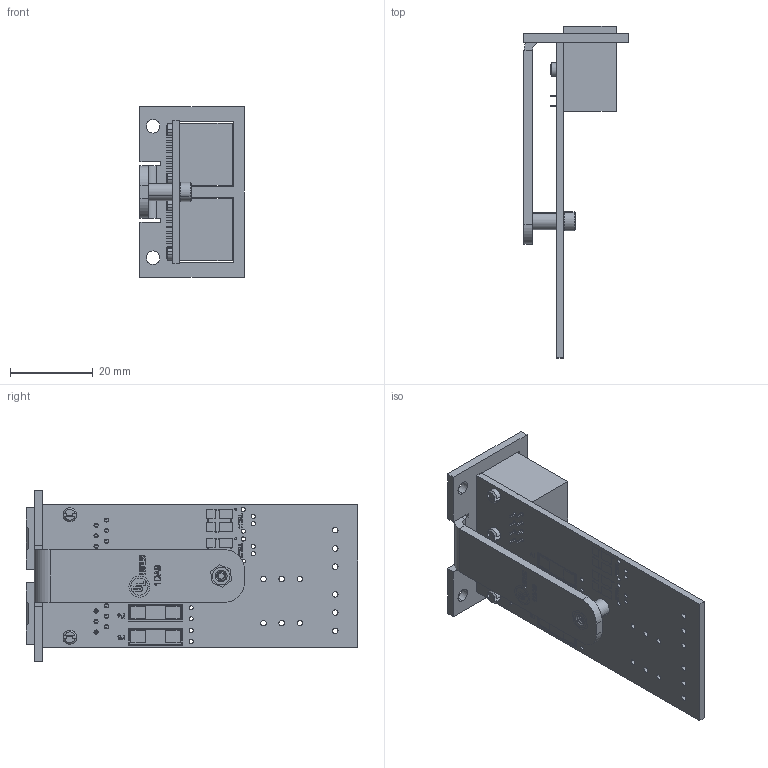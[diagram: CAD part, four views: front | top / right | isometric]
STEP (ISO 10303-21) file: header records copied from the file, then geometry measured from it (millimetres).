
FILE_DESCRIPTION (( 'STEP AP214' ), '1' );
FILE_NAME ('1000-1270-NF-E.STEP', '2019-01-17T17:11:51', ( '' ), ( '' ), 'SwSTEP 2.0', 'SolidWorks 2018', '' );
FILE_SCHEMA (( 'AUTOMOTIVE_DESIGN' ));
Length unit declared in the file: inch
Products named in the file (15): 2500-286; 2102-311; 2004-172^2004-172-6; 2004-172-6; 2200-501; 2250-918-NF; 1000-1270-NF-E; PEM SO-440-10 ZI--S_PEM SO-440-10 ZI--S; PEM SO-440-10 ZI--S
Assembly tree (9 placements, depth 3):
  2004-172^2004-172-6
  2500-286
  2500-286
  2200-501
  1000-1270-NF-E
    2004-172-6
      2004-172^2004-172-6
      PEM SO-440-10 ZI--S_PEM SO-440-10 ZI--S
    2250-918-NF
      2200-501
      2500-286  x2
    2102-311
Bounding box: 25.15 x 80.14 x 41.27 mm (x, y, z)
Volume: 12087.4 mm3; surface area: 13656.7 mm2
Topology: 6 solids, 6 shells, 2299 faces, 5966 edges, 3931 vertices
Faces by surface type: plane 1451, bspline 560, cylinder 213, cone 75
Entity records: 115967 total; most frequent: CARTESIAN_POINT 43615, ORIENTED_EDGE 11424, DIRECTION 8177, EDGE_CURVE 5712, VECTOR 4119, LINE 4119, VERTEX_POINT 3767, EDGE_LOOP 2547
